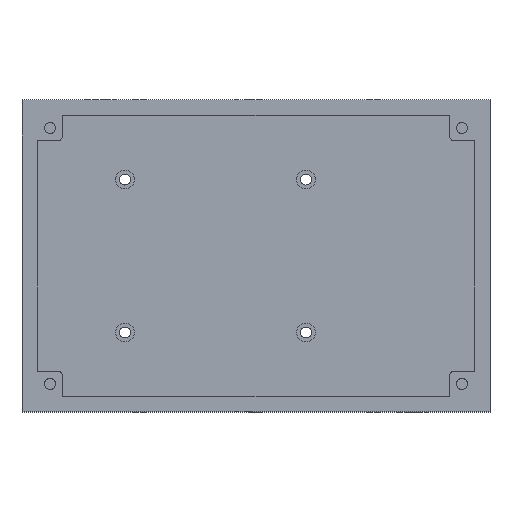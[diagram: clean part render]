
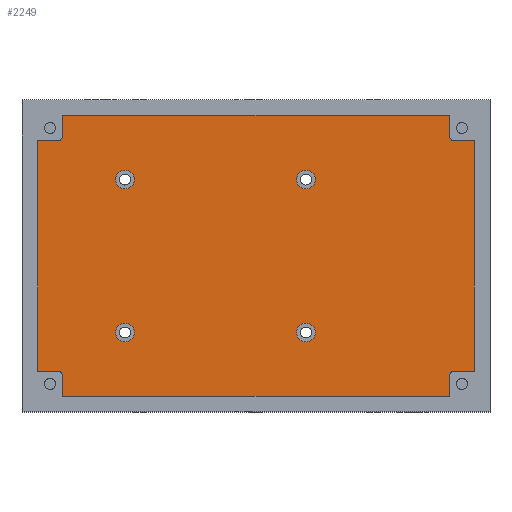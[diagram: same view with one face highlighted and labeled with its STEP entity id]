
A CAD part, top view. The second image highlights one B-rep face of the part: STEP entity #2249.
In plain terms, the highlighted planar face has unit normal (0, 0, 1).
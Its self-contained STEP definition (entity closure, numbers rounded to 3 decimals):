
#700 = VERTEX_POINT('',#701);
#701 = CARTESIAN_POINT('',(-70.,37.,0.));
#709 = VERTEX_POINT('',#710);
#710 = CARTESIAN_POINT('',(-63.5,37.,0.));
#716 = EDGE_CURVE('',#700,#709,#717,.T.);
#717 = LINE('',#718,#719);
#718 = CARTESIAN_POINT('',(-70.,37.,0.));
#719 = VECTOR('',#720,1.);
#720 = DIRECTION('',(1.,0.,0.));
#733 = VERTEX_POINT('',#734);
#734 = CARTESIAN_POINT('',(-70.,-37.,0.));
#740 = EDGE_CURVE('',#700,#733,#741,.T.);
#741 = LINE('',#742,#743);
#742 = CARTESIAN_POINT('',(-70.,37.,0.));
#743 = VECTOR('',#744,1.);
#744 = DIRECTION('',(0.,-1.,0.));
#827 = VERTEX_POINT('',#828);
#828 = CARTESIAN_POINT('',(-63.5,-37.,0.));
#834 = EDGE_CURVE('',#733,#827,#835,.T.);
#835 = LINE('',#836,#837);
#836 = CARTESIAN_POINT('',(-70.,-37.,0.));
#837 = VECTOR('',#838,1.);
#838 = DIRECTION('',(1.,0.,0.));
#849 = VERTEX_POINT('',#850);
#850 = CARTESIAN_POINT('',(-62.,-38.5,0.));
#858 = EDGE_CURVE('',#849,#827,#859,.T.);
#859 = CIRCLE('',#860,1.5);
#860 = AXIS2_PLACEMENT_3D('',#861,#862,#863);
#861 = CARTESIAN_POINT('',(-63.5,-38.5,0.));
#862 = DIRECTION('',(0.,0.,1.));
#863 = DIRECTION('',(1.,0.,0.));
#876 = VERTEX_POINT('',#877);
#877 = CARTESIAN_POINT('',(-62.,-45.,0.));
#883 = EDGE_CURVE('',#849,#876,#884,.T.);
#884 = LINE('',#885,#886);
#885 = CARTESIAN_POINT('',(-62.,-38.5,0.));
#886 = VECTOR('',#887,1.);
#887 = DIRECTION('',(0.,-1.,0.));
#900 = VERTEX_POINT('',#901);
#901 = CARTESIAN_POINT('',(62.,-45.,0.));
#907 = EDGE_CURVE('',#876,#900,#908,.T.);
#908 = LINE('',#909,#910);
#909 = CARTESIAN_POINT('',(-62.,-45.,0.));
#910 = VECTOR('',#911,1.);
#911 = DIRECTION('',(1.,0.,0.));
#1049 = VERTEX_POINT('',#1050);
#1050 = CARTESIAN_POINT('',(62.,-38.5,0.));
#1056 = EDGE_CURVE('',#900,#1049,#1057,.T.);
#1057 = LINE('',#1058,#1059);
#1058 = CARTESIAN_POINT('',(62.,-45.,0.));
#1059 = VECTOR('',#1060,1.);
#1060 = DIRECTION('',(0.,1.,0.));
#1071 = VERTEX_POINT('',#1072);
#1072 = CARTESIAN_POINT('',(63.5,-37.,0.));
#1080 = EDGE_CURVE('',#1071,#1049,#1081,.T.);
#1081 = CIRCLE('',#1082,1.5);
#1082 = AXIS2_PLACEMENT_3D('',#1083,#1084,#1085);
#1083 = CARTESIAN_POINT('',(63.5,-38.5,0.));
#1084 = DIRECTION('',(0.,0.,1.));
#1085 = DIRECTION('',(1.,0.,0.));
#1098 = VERTEX_POINT('',#1099);
#1099 = CARTESIAN_POINT('',(70.,-37.,0.));
#1105 = EDGE_CURVE('',#1071,#1098,#1106,.T.);
#1106 = LINE('',#1107,#1108);
#1107 = CARTESIAN_POINT('',(63.5,-37.,0.));
#1108 = VECTOR('',#1109,1.);
#1109 = DIRECTION('',(1.,0.,0.));
#1122 = VERTEX_POINT('',#1123);
#1123 = CARTESIAN_POINT('',(70.,37.,0.));
#1129 = EDGE_CURVE('',#1098,#1122,#1130,.T.);
#1130 = LINE('',#1131,#1132);
#1131 = CARTESIAN_POINT('',(70.,-37.,0.));
#1132 = VECTOR('',#1133,1.);
#1133 = DIRECTION('',(0.,1.,0.));
#1188 = VERTEX_POINT('',#1189);
#1189 = CARTESIAN_POINT('',(63.5,37.,0.));
#1197 = EDGE_CURVE('',#1188,#1122,#1198,.T.);
#1198 = LINE('',#1199,#1200);
#1199 = CARTESIAN_POINT('',(63.5,37.,0.));
#1200 = VECTOR('',#1201,1.);
#1201 = DIRECTION('',(1.,0.,0.));
#1212 = VERTEX_POINT('',#1213);
#1213 = CARTESIAN_POINT('',(62.,38.5,0.));
#1221 = EDGE_CURVE('',#1212,#1188,#1222,.T.);
#1222 = CIRCLE('',#1223,1.5);
#1223 = AXIS2_PLACEMENT_3D('',#1224,#1225,#1226);
#1224 = CARTESIAN_POINT('',(63.5,38.5,0.));
#1225 = DIRECTION('',(0.,0.,1.));
#1226 = DIRECTION('',(1.,0.,0.));
#1237 = VERTEX_POINT('',#1238);
#1238 = CARTESIAN_POINT('',(62.,45.,0.));
#1246 = EDGE_CURVE('',#1237,#1212,#1247,.T.);
#1247 = LINE('',#1248,#1249);
#1248 = CARTESIAN_POINT('',(62.,45.,0.));
#1249 = VECTOR('',#1250,1.);
#1250 = DIRECTION('',(0.,-1.,0.));
#1263 = VERTEX_POINT('',#1264);
#1264 = CARTESIAN_POINT('',(-62.,45.,0.));
#1270 = EDGE_CURVE('',#1237,#1263,#1271,.T.);
#1271 = LINE('',#1272,#1273);
#1272 = CARTESIAN_POINT('',(62.,45.,0.));
#1273 = VECTOR('',#1274,1.);
#1274 = DIRECTION('',(-1.,0.,0.));
#1410 = VERTEX_POINT('',#1411);
#1411 = CARTESIAN_POINT('',(-62.,38.5,0.));
#1419 = EDGE_CURVE('',#1410,#1263,#1420,.T.);
#1420 = LINE('',#1421,#1422);
#1421 = CARTESIAN_POINT('',(-62.,38.5,0.));
#1422 = VECTOR('',#1423,1.);
#1423 = DIRECTION('',(0.,1.,0.));
#1436 = EDGE_CURVE('',#709,#1410,#1437,.T.);
#1437 = CIRCLE('',#1438,1.5);
#1438 = AXIS2_PLACEMENT_3D('',#1439,#1440,#1441);
#1439 = CARTESIAN_POINT('',(-63.5,38.5,0.));
#1440 = DIRECTION('',(0.,0.,1.));
#1441 = DIRECTION('',(1.,0.,0.));
#2249 = ADVANCED_FACE('',(#2250,#2268,#2279,#2290,#2301),#2312,.T.);
#2250 = FACE_BOUND('',#2251,.T.);
#2251 = EDGE_LOOP('',(#2252,#2253,#2254,#2255,#2256,#2257,#2258,#2259,
    #2260,#2261,#2262,#2263,#2264,#2265,#2266,#2267));
#2252 = ORIENTED_EDGE('',*,*,#716,.F.);
#2253 = ORIENTED_EDGE('',*,*,#740,.T.);
#2254 = ORIENTED_EDGE('',*,*,#834,.T.);
#2255 = ORIENTED_EDGE('',*,*,#858,.F.);
#2256 = ORIENTED_EDGE('',*,*,#883,.T.);
#2257 = ORIENTED_EDGE('',*,*,#907,.T.);
#2258 = ORIENTED_EDGE('',*,*,#1056,.T.);
#2259 = ORIENTED_EDGE('',*,*,#1080,.F.);
#2260 = ORIENTED_EDGE('',*,*,#1105,.T.);
#2261 = ORIENTED_EDGE('',*,*,#1129,.T.);
#2262 = ORIENTED_EDGE('',*,*,#1197,.F.);
#2263 = ORIENTED_EDGE('',*,*,#1221,.F.);
#2264 = ORIENTED_EDGE('',*,*,#1246,.F.);
#2265 = ORIENTED_EDGE('',*,*,#1270,.T.);
#2266 = ORIENTED_EDGE('',*,*,#1419,.F.);
#2267 = ORIENTED_EDGE('',*,*,#1436,.F.);
#2268 = FACE_BOUND('',#2269,.T.);
#2269 = EDGE_LOOP('',(#2270));
#2270 = ORIENTED_EDGE('',*,*,#2271,.F.);
#2271 = EDGE_CURVE('',#2272,#2272,#2274,.T.);
#2272 = VERTEX_POINT('',#2273);
#2273 = CARTESIAN_POINT('',(-39.,-24.5,0.));
#2274 = CIRCLE('',#2275,3.);
#2275 = AXIS2_PLACEMENT_3D('',#2276,#2277,#2278);
#2276 = CARTESIAN_POINT('',(-42.,-24.5,0.));
#2277 = DIRECTION('',(0.,0.,1.));
#2278 = DIRECTION('',(1.,0.,0.));
#2279 = FACE_BOUND('',#2280,.T.);
#2280 = EDGE_LOOP('',(#2281));
#2281 = ORIENTED_EDGE('',*,*,#2282,.F.);
#2282 = EDGE_CURVE('',#2283,#2283,#2285,.T.);
#2283 = VERTEX_POINT('',#2284);
#2284 = CARTESIAN_POINT('',(19.,-24.5,0.));
#2285 = CIRCLE('',#2286,3.);
#2286 = AXIS2_PLACEMENT_3D('',#2287,#2288,#2289);
#2287 = CARTESIAN_POINT('',(16.,-24.5,0.));
#2288 = DIRECTION('',(0.,0.,1.));
#2289 = DIRECTION('',(1.,0.,0.));
#2290 = FACE_BOUND('',#2291,.T.);
#2291 = EDGE_LOOP('',(#2292));
#2292 = ORIENTED_EDGE('',*,*,#2293,.F.);
#2293 = EDGE_CURVE('',#2294,#2294,#2296,.T.);
#2294 = VERTEX_POINT('',#2295);
#2295 = CARTESIAN_POINT('',(-39.,24.5,0.));
#2296 = CIRCLE('',#2297,3.);
#2297 = AXIS2_PLACEMENT_3D('',#2298,#2299,#2300);
#2298 = CARTESIAN_POINT('',(-42.,24.5,0.));
#2299 = DIRECTION('',(0.,0.,1.));
#2300 = DIRECTION('',(1.,0.,0.));
#2301 = FACE_BOUND('',#2302,.T.);
#2302 = EDGE_LOOP('',(#2303));
#2303 = ORIENTED_EDGE('',*,*,#2304,.F.);
#2304 = EDGE_CURVE('',#2305,#2305,#2307,.T.);
#2305 = VERTEX_POINT('',#2306);
#2306 = CARTESIAN_POINT('',(19.,24.5,0.));
#2307 = CIRCLE('',#2308,3.);
#2308 = AXIS2_PLACEMENT_3D('',#2309,#2310,#2311);
#2309 = CARTESIAN_POINT('',(16.,24.5,0.));
#2310 = DIRECTION('',(0.,0.,1.));
#2311 = DIRECTION('',(1.,0.,0.));
#2312 = PLANE('',#2313);
#2313 = AXIS2_PLACEMENT_3D('',#2314,#2315,#2316);
#2314 = CARTESIAN_POINT('',(-0.882,0.,0.));
#2315 = DIRECTION('',(0.,0.,1.));
#2316 = DIRECTION('',(1.,0.,0.));
